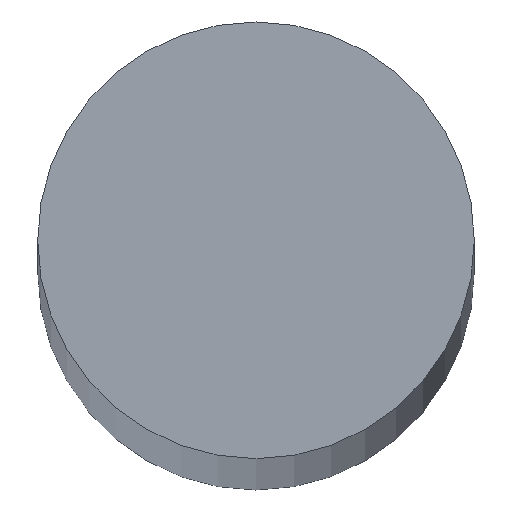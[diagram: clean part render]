
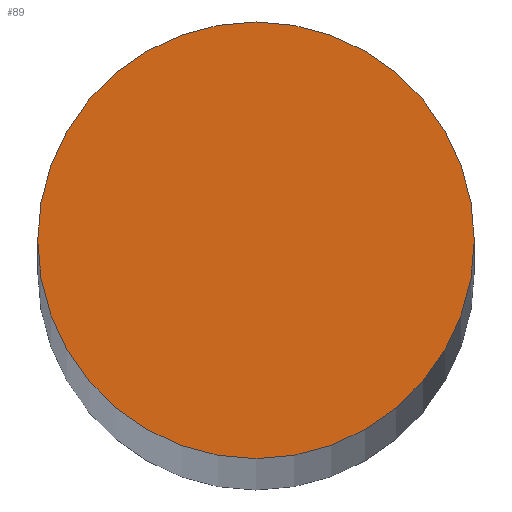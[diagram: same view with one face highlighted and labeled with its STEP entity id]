
A CAD part, top view. The second image highlights one B-rep face of the part: STEP entity #89.
In plain terms, the highlighted planar face has unit normal (0, 0, 1).
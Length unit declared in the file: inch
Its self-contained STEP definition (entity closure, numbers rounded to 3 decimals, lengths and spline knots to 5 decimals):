
#12 = CARTESIAN_POINT ( 'NONE',  ( 0., 0., 18. ) ) ;
#14 = CARTESIAN_POINT ( 'NONE',  ( -0.4375, 0., 18. ) ) ;
#43 = VERTEX_POINT ( 'NONE', #58 ) ;
#48 = PLANE ( 'NONE',  #113 ) ;
#51 = DIRECTION ( 'NONE',  ( 1., 0., 0. ) ) ;
#58 = CARTESIAN_POINT ( 'NONE',  ( 0.4375, 0., 18. ) ) ;
#63 = EDGE_LOOP ( 'NONE', ( #146, #78 ) ) ;
#66 = DIRECTION ( 'NONE',  ( 1., 0., 0. ) ) ;
#71 = EDGE_CURVE ( 'NONE', #43, #139, #147, .T. ) ;
#72 = AXIS2_PLACEMENT_3D ( 'NONE', #12, #105, #168 ) ;
#75 = FACE_OUTER_BOUND ( 'NONE', #63, .T. ) ;
#78 = ORIENTED_EDGE ( 'NONE', *, *, #71, .T. ) ;
#88 = CIRCLE ( 'NONE', #72, 0.4375 ) ;
#89 = ADVANCED_FACE ( 'NONE', ( #75 ), #48, .T. ) ;
#105 = DIRECTION ( 'NONE',  ( 0., 0., 1. ) ) ;
#113 = AXIS2_PLACEMENT_3D ( 'NONE', #119, #135, #66 ) ;
#119 = CARTESIAN_POINT ( 'NONE',  ( 0., 0., 18. ) ) ;
#135 = DIRECTION ( 'NONE',  ( 0., 0., 1. ) ) ;
#137 = CARTESIAN_POINT ( 'NONE',  ( 0., 0., 18. ) ) ;
#139 = VERTEX_POINT ( 'NONE', #14 ) ;
#146 = ORIENTED_EDGE ( 'NONE', *, *, #167, .T. ) ;
#147 = CIRCLE ( 'NONE', #171, 0.4375 ) ;
#163 = DIRECTION ( 'NONE',  ( 0., 0., 1. ) ) ;
#167 = EDGE_CURVE ( 'NONE', #139, #43, #88, .T. ) ;
#168 = DIRECTION ( 'NONE',  ( 1., 0., 0. ) ) ;
#171 = AXIS2_PLACEMENT_3D ( 'NONE', #137, #163, #51 ) ;
